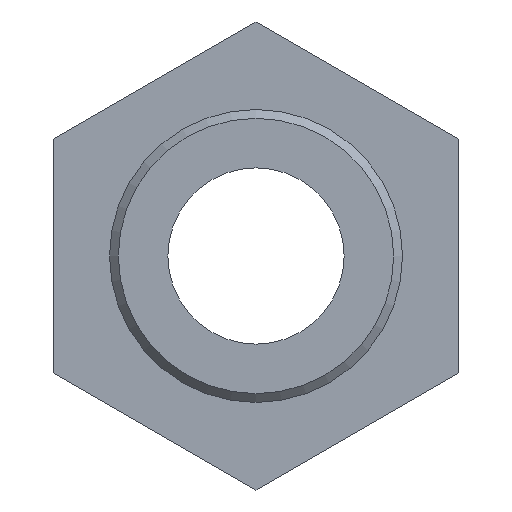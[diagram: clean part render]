
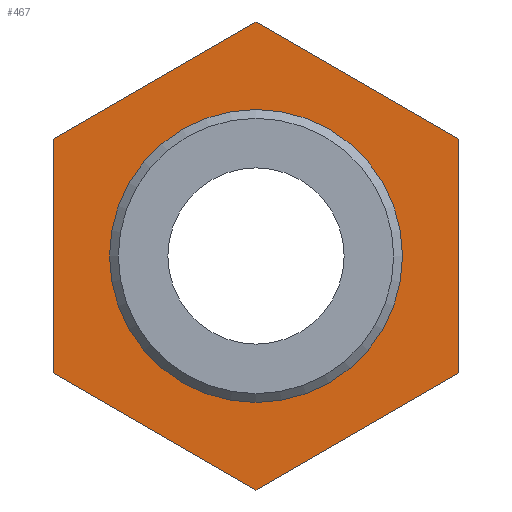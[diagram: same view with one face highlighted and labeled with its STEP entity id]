
A CAD part, left-side view. The second image highlights one B-rep face of the part: STEP entity #467.
In plain terms, the highlighted planar face has unit normal (-1, 0, 0).
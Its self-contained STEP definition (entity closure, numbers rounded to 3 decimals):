
#9 = VERTEX_POINT ( 'NONE', #341 ) ;
#20 = ORIENTED_EDGE ( 'NONE', *, *, #32, .T. ) ;
#32 = EDGE_CURVE ( 'NONE', #623, #483, #531, .T. ) ;
#40 = CARTESIAN_POINT ( 'NONE',  ( 15., -23., 0. ) ) ;
#48 = CARTESIAN_POINT ( 'NONE',  ( 15., -23., 13.279 ) ) ;
#51 = CARTESIAN_POINT ( 'NONE',  ( 15., -23., -13.279 ) ) ;
#60 = VECTOR ( 'NONE', #208, 1000. ) ;
#69 = CARTESIAN_POINT ( 'NONE',  ( 15., 0., 0. ) ) ;
#91 = FACE_BOUND ( 'NONE', #309, .T. ) ;
#96 = DIRECTION ( 'NONE',  ( 0., -0.866, 0.5 ) ) ;
#98 = DIRECTION ( 'NONE',  ( 0., 0.866, 0.5 ) ) ;
#107 = CARTESIAN_POINT ( 'NONE',  ( 15., 0., -26.558 ) ) ;
#108 = DIRECTION ( 'NONE',  ( 0., 0., 1. ) ) ;
#109 = VECTOR ( 'NONE', #96, 1000. ) ;
#110 = ORIENTED_EDGE ( 'NONE', *, *, #226, .T. ) ;
#143 = VERTEX_POINT ( 'NONE', #345 ) ;
#157 = CARTESIAN_POINT ( 'NONE',  ( 15., 0., -26.558 ) ) ;
#176 = CARTESIAN_POINT ( 'NONE',  ( 15., 23., -13.279 ) ) ;
#178 = DIRECTION ( 'NONE',  ( 0., -0.866, -0.5 ) ) ;
#188 = AXIS2_PLACEMENT_3D ( 'NONE', #69, #480, #277 ) ;
#194 = FACE_OUTER_BOUND ( 'NONE', #397, .T. ) ;
#207 = VERTEX_POINT ( 'NONE', #48 ) ;
#208 = DIRECTION ( 'NONE',  ( 0., 0.866, -0.5 ) ) ;
#217 = EDGE_CURVE ( 'NONE', #9, #610, #403, .T. ) ;
#226 = EDGE_CURVE ( 'NONE', #610, #623, #629, .T. ) ;
#227 = LINE ( 'NONE', #307, #372 ) ;
#260 = ORIENTED_EDGE ( 'NONE', *, *, #511, .T. ) ;
#261 = EDGE_CURVE ( 'NONE', #207, #9, #227, .T. ) ;
#277 = DIRECTION ( 'NONE',  ( 0., 0., -1. ) ) ;
#307 = CARTESIAN_POINT ( 'NONE',  ( 15., -23., 13.279 ) ) ;
#309 = EDGE_LOOP ( 'NONE', ( #260 ) ) ;
#312 = VERTEX_POINT ( 'NONE', #51 ) ;
#315 = PLANE ( 'NONE',  #537 ) ;
#322 = CARTESIAN_POINT ( 'NONE',  ( 15., 23., -13.279 ) ) ;
#339 = EDGE_CURVE ( 'NONE', #312, #207, #590, .T. ) ;
#341 = CARTESIAN_POINT ( 'NONE',  ( 15., 0., 26.558 ) ) ;
#345 = CARTESIAN_POINT ( 'NONE',  ( 15., 0., -16.625 ) ) ;
#350 = EDGE_CURVE ( 'NONE', #483, #312, #644, .T. ) ;
#361 = CARTESIAN_POINT ( 'NONE',  ( 15., 23., 0. ) ) ;
#364 = VECTOR ( 'NONE', #461, 1000. ) ;
#372 = VECTOR ( 'NONE', #98, 1000. ) ;
#375 = DIRECTION ( 'NONE',  ( 0., 0., 1. ) ) ;
#377 = DIRECTION ( 'NONE',  ( -1., 0., 0. ) ) ;
#390 = ORIENTED_EDGE ( 'NONE', *, *, #261, .T. ) ;
#397 = EDGE_LOOP ( 'NONE', ( #631, #434, #390, #640, #110, #20 ) ) ;
#403 = LINE ( 'NONE', #589, #60 ) ;
#434 = ORIENTED_EDGE ( 'NONE', *, *, #339, .T. ) ;
#461 = DIRECTION ( 'NONE',  ( 0., 0., -1. ) ) ;
#467 = ADVANCED_FACE ( 'NONE', ( #91, #194 ), #315, .T. ) ;
#480 = DIRECTION ( 'NONE',  ( 1., 0., 0. ) ) ;
#483 = VERTEX_POINT ( 'NONE', #107 ) ;
#511 = EDGE_CURVE ( 'NONE', #143, #143, #563, .T. ) ;
#531 = LINE ( 'NONE', #176, #574 ) ;
#537 = AXIS2_PLACEMENT_3D ( 'NONE', #568, #377, #108 ) ;
#563 = CIRCLE ( 'NONE', #188, 16.625 ) ;
#568 = CARTESIAN_POINT ( 'NONE',  ( 15., 0., 0. ) ) ;
#573 = VECTOR ( 'NONE', #375, 1000. ) ;
#574 = VECTOR ( 'NONE', #178, 1000. ) ;
#589 = CARTESIAN_POINT ( 'NONE',  ( 15., 0., 26.558 ) ) ;
#590 = LINE ( 'NONE', #40, #573 ) ;
#610 = VERTEX_POINT ( 'NONE', #620 ) ;
#620 = CARTESIAN_POINT ( 'NONE',  ( 15., 23., 13.279 ) ) ;
#623 = VERTEX_POINT ( 'NONE', #322 ) ;
#629 = LINE ( 'NONE', #361, #364 ) ;
#631 = ORIENTED_EDGE ( 'NONE', *, *, #350, .T. ) ;
#640 = ORIENTED_EDGE ( 'NONE', *, *, #217, .T. ) ;
#644 = LINE ( 'NONE', #157, #109 ) ;
